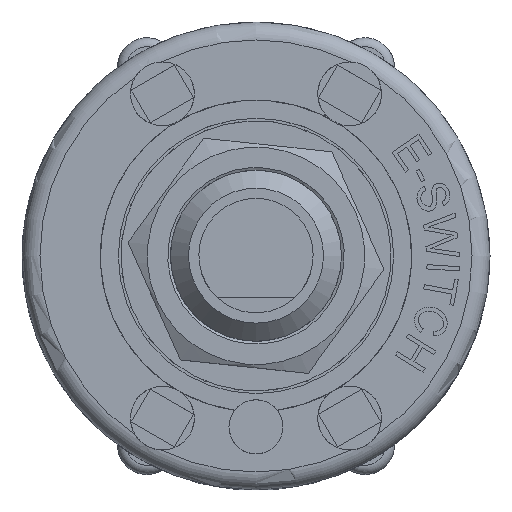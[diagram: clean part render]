
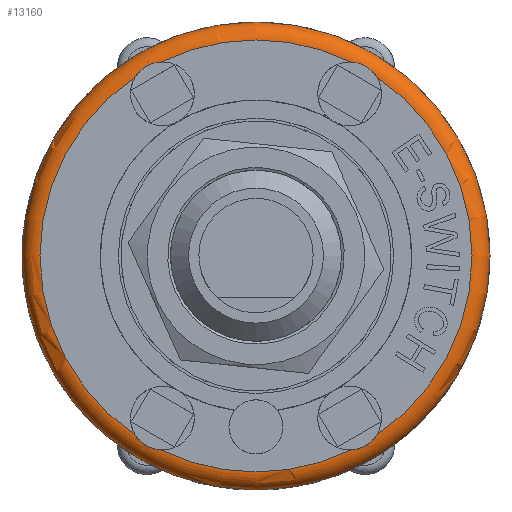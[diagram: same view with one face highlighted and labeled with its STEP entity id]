
A CAD part, top view. The second image highlights one B-rep face of the part: STEP entity #13160.
In plain terms, the highlighted toroidal (fillet/blend) face has major radius 12 mm and minor radius 1 mm.
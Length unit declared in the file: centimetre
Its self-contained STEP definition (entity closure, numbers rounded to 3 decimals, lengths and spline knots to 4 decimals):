
#26=TOROIDAL_SURFACE('',#13823,1.2,0.1);
#655=B_SPLINE_CURVE_WITH_KNOTS('',3,(#22719,#22720,#22721,#22722,#22723,
#22724,#22725,#22726,#22727,#22728,#22729,#22730),.UNSPECIFIED.,.F.,.F.,
(4,2,2,2,2,4),(-0.2692,-0.2446,-0.216,
-0.1921,-0.1645,-0.1357),.UNSPECIFIED.);
#656=B_SPLINE_CURVE_WITH_KNOTS('',3,(#22742,#22743,#22744,#22745,#22746,
#22747,#22748,#22749,#22750,#22751,#22752,#22753),.UNSPECIFIED.,.F.,.F.,
(4,2,2,2,2,4),(-0.2692,-0.2446,-0.216,
-0.1921,-0.1645,-0.1357),.UNSPECIFIED.);
#657=B_SPLINE_CURVE_WITH_KNOTS('',3,(#22770,#22771,#22772,#22773,#22774,
#22775,#22776,#22777,#22778,#22779,#22780,#22781),.UNSPECIFIED.,.F.,.F.,
(4,2,2,2,2,4),(-0.2692,-0.2446,-0.216,
-0.1921,-0.1645,-0.1357),.UNSPECIFIED.);
#658=B_SPLINE_CURVE_WITH_KNOTS('',3,(#22803,#22804,#22805,#22806,#22807,
#22808,#22809,#22810,#22811,#22812,#22813,#22814),.UNSPECIFIED.,.F.,.F.,
(4,2,2,2,2,4),(-0.2692,-0.2446,-0.216,
-0.1921,-0.1645,-0.1357),.UNSPECIFIED.);
#1795=FACE_OUTER_BOUND('',#2576,.T.);
#2576=EDGE_LOOP('',(#12135,#12136,#12137,#12138,#12139,#12140,#12141,#12142,
#12143,#12144,#12145,#12146));
#5495=CIRCLE('',#13776,1.3);
#5522=CIRCLE('',#13824,0.1);
#5523=CIRCLE('',#13825,1.2);
#5524=CIRCLE('',#13826,1.2);
#5525=CIRCLE('',#13827,1.2);
#5526=CIRCLE('',#13828,1.2);
#5527=CIRCLE('',#13829,1.2);
#6730=VERTEX_POINT('',#22681);
#6738=VERTEX_POINT('',#22717);
#6739=VERTEX_POINT('',#22718);
#6742=VERTEX_POINT('',#22740);
#6743=VERTEX_POINT('',#22741);
#6748=VERTEX_POINT('',#22768);
#6749=VERTEX_POINT('',#22769);
#6756=VERTEX_POINT('',#22801);
#6757=VERTEX_POINT('',#22802);
#6760=VERTEX_POINT('',#22824);
#8567=EDGE_CURVE('',#6730,#6730,#5495,.T.);
#8585=EDGE_CURVE('',#6738,#6739,#655,.T.);
#8591=EDGE_CURVE('',#6742,#6743,#656,.T.);
#8599=EDGE_CURVE('',#6748,#6749,#657,.T.);
#8609=EDGE_CURVE('',#6756,#6757,#658,.T.);
#8615=EDGE_CURVE('',#6730,#6760,#5522,.T.);
#8616=EDGE_CURVE('',#6760,#6748,#5523,.T.);
#8617=EDGE_CURVE('',#6749,#6742,#5524,.T.);
#8618=EDGE_CURVE('',#6743,#6738,#5525,.T.);
#8619=EDGE_CURVE('',#6739,#6756,#5526,.T.);
#8620=EDGE_CURVE('',#6757,#6760,#5527,.T.);
#12135=ORIENTED_EDGE('',*,*,#8567,.T.);
#12136=ORIENTED_EDGE('',*,*,#8615,.T.);
#12137=ORIENTED_EDGE('',*,*,#8616,.T.);
#12138=ORIENTED_EDGE('',*,*,#8599,.T.);
#12139=ORIENTED_EDGE('',*,*,#8617,.T.);
#12140=ORIENTED_EDGE('',*,*,#8591,.T.);
#12141=ORIENTED_EDGE('',*,*,#8618,.T.);
#12142=ORIENTED_EDGE('',*,*,#8585,.T.);
#12143=ORIENTED_EDGE('',*,*,#8619,.T.);
#12144=ORIENTED_EDGE('',*,*,#8609,.T.);
#12145=ORIENTED_EDGE('',*,*,#8620,.T.);
#12146=ORIENTED_EDGE('',*,*,#8615,.F.);
#13160=ADVANCED_FACE('',(#1795),#26,.T.);
#13776=AXIS2_PLACEMENT_3D('',#22682,#16351,#16352);
#13823=AXIS2_PLACEMENT_3D('',#22823,#16462,#16463);
#13824=AXIS2_PLACEMENT_3D('',#22825,#16464,#16465);
#13825=AXIS2_PLACEMENT_3D('',#22826,#16466,#16467);
#13826=AXIS2_PLACEMENT_3D('',#22827,#16468,#16469);
#13827=AXIS2_PLACEMENT_3D('',#22828,#16470,#16471);
#13828=AXIS2_PLACEMENT_3D('',#22829,#16472,#16473);
#13829=AXIS2_PLACEMENT_3D('',#22830,#16474,#16475);
#16351=DIRECTION('center_axis',(0.,0.,1.));
#16352=DIRECTION('ref_axis',(-1.,0.,0.));
#16462=DIRECTION('center_axis',(0.,0.,-1.));
#16463=DIRECTION('ref_axis',(-1.,0.,0.));
#16464=DIRECTION('center_axis',(0.,-1.,0.));
#16465=DIRECTION('ref_axis',(1.,0.,0.));
#16466=DIRECTION('center_axis',(0.,0.,-1.));
#16467=DIRECTION('ref_axis',(-1.,0.,0.));
#16468=DIRECTION('center_axis',(0.,0.,-1.));
#16469=DIRECTION('ref_axis',(-1.,0.,0.));
#16470=DIRECTION('center_axis',(0.,0.,-1.));
#16471=DIRECTION('ref_axis',(-1.,0.,0.));
#16472=DIRECTION('center_axis',(0.,0.,-1.));
#16473=DIRECTION('ref_axis',(-1.,0.,0.));
#16474=DIRECTION('center_axis',(0.,0.,-1.));
#16475=DIRECTION('ref_axis',(-1.,0.,0.));
#22681=CARTESIAN_POINT('',(1.3,0.,0.95));
#22682=CARTESIAN_POINT('Origin',(0.,0.,0.95));
#22717=CARTESIAN_POINT('',(-0.67,0.9955,1.05));
#22718=CARTESIAN_POINT('',(-0.5271,1.078,1.05));
#22719=CARTESIAN_POINT('Ctrl Pts',(-0.67,0.9955,
1.05));
#22720=CARTESIAN_POINT('Ctrl Pts',(-0.6646,1.0041,
1.05));
#22721=CARTESIAN_POINT('Ctrl Pts',(-0.6583,1.0124,
1.0498));
#22722=CARTESIAN_POINT('Ctrl Pts',(-0.6428,1.0294,
1.0491));
#22723=CARTESIAN_POINT('Ctrl Pts',(-0.6335,1.0377,
1.0488));
#22724=CARTESIAN_POINT('Ctrl Pts',(-0.615,1.051,1.0484));
#22725=CARTESIAN_POINT('Ctrl Pts',(-0.6061,1.0563,
1.0484));
#22726=CARTESIAN_POINT('Ctrl Pts',(-0.5859,1.0659,1.0487));
#22727=CARTESIAN_POINT('Ctrl Pts',(-0.5747,1.07,1.049));
#22728=CARTESIAN_POINT('Ctrl Pts',(-0.551,1.0759,1.0497));
#22729=CARTESIAN_POINT('Ctrl Pts',(-0.539,1.0775,
1.05));
#22730=CARTESIAN_POINT('Ctrl Pts',(-0.5271,1.078,
1.05));
#22740=CARTESIAN_POINT('',(-0.5271,-1.078,1.05));
#22741=CARTESIAN_POINT('',(-0.67,-0.9955,1.05));
#22742=CARTESIAN_POINT('Ctrl Pts',(-0.5271,-1.078,
1.05));
#22743=CARTESIAN_POINT('Ctrl Pts',(-0.5373,-1.0776,
1.05));
#22744=CARTESIAN_POINT('Ctrl Pts',(-0.5476,-1.0763,
1.0498));
#22745=CARTESIAN_POINT('Ctrl Pts',(-0.5701,-1.0714,1.0491));
#22746=CARTESIAN_POINT('Ctrl Pts',(-0.5819,-1.0675,
1.0488));
#22747=CARTESIAN_POINT('Ctrl Pts',(-0.6027,-1.0581,
1.0484));
#22748=CARTESIAN_POINT('Ctrl Pts',(-0.6117,-1.053,
1.0484));
#22749=CARTESIAN_POINT('Ctrl Pts',(-0.6301,-1.0404,
1.0487));
#22750=CARTESIAN_POINT('Ctrl Pts',(-0.6393,-1.0327,
1.049));
#22751=CARTESIAN_POINT('Ctrl Pts',(-0.6562,-1.0151,
1.0497));
#22752=CARTESIAN_POINT('Ctrl Pts',(-0.6637,-1.0055,
1.05));
#22753=CARTESIAN_POINT('Ctrl Pts',(-0.67,-0.9955,
1.05));
#22768=CARTESIAN_POINT('',(0.67,-0.9955,1.05));
#22769=CARTESIAN_POINT('',(0.5271,-1.078,1.05));
#22770=CARTESIAN_POINT('Ctrl Pts',(0.67,-0.9955,
1.05));
#22771=CARTESIAN_POINT('Ctrl Pts',(0.6646,-1.0041,
1.05));
#22772=CARTESIAN_POINT('Ctrl Pts',(0.6583,-1.0124,
1.0498));
#22773=CARTESIAN_POINT('Ctrl Pts',(0.6428,-1.0294,
1.0491));
#22774=CARTESIAN_POINT('Ctrl Pts',(0.6335,-1.0377,
1.0488));
#22775=CARTESIAN_POINT('Ctrl Pts',(0.615,-1.051,
1.0484));
#22776=CARTESIAN_POINT('Ctrl Pts',(0.6061,-1.0563,
1.0484));
#22777=CARTESIAN_POINT('Ctrl Pts',(0.5859,-1.0659,1.0487));
#22778=CARTESIAN_POINT('Ctrl Pts',(0.5747,-1.07,1.049));
#22779=CARTESIAN_POINT('Ctrl Pts',(0.551,-1.0759,
1.0497));
#22780=CARTESIAN_POINT('Ctrl Pts',(0.539,-1.0775,
1.05));
#22781=CARTESIAN_POINT('Ctrl Pts',(0.5271,-1.078,
1.05));
#22801=CARTESIAN_POINT('',(0.5271,1.078,1.05));
#22802=CARTESIAN_POINT('',(0.67,0.9955,1.05));
#22803=CARTESIAN_POINT('Ctrl Pts',(0.5271,1.078,1.05));
#22804=CARTESIAN_POINT('Ctrl Pts',(0.5373,1.0776,1.05));
#22805=CARTESIAN_POINT('Ctrl Pts',(0.5476,1.0763,1.0498));
#22806=CARTESIAN_POINT('Ctrl Pts',(0.5701,1.0714,1.0491));
#22807=CARTESIAN_POINT('Ctrl Pts',(0.5819,1.0675,1.0488));
#22808=CARTESIAN_POINT('Ctrl Pts',(0.6027,1.0581,1.0484));
#22809=CARTESIAN_POINT('Ctrl Pts',(0.6117,1.053,1.0484));
#22810=CARTESIAN_POINT('Ctrl Pts',(0.6301,1.0404,1.0487));
#22811=CARTESIAN_POINT('Ctrl Pts',(0.6393,1.0327,1.049));
#22812=CARTESIAN_POINT('Ctrl Pts',(0.6562,1.0151,1.0497));
#22813=CARTESIAN_POINT('Ctrl Pts',(0.6637,1.0055,1.05));
#22814=CARTESIAN_POINT('Ctrl Pts',(0.67,0.9955,
1.05));
#22823=CARTESIAN_POINT('Origin',(0.,0.,0.95));
#22824=CARTESIAN_POINT('',(1.2,0.,1.05));
#22825=CARTESIAN_POINT('Origin',(1.2,0.,0.95));
#22826=CARTESIAN_POINT('Origin',(0.,0.,1.05));
#22827=CARTESIAN_POINT('Origin',(0.,0.,1.05));
#22828=CARTESIAN_POINT('Origin',(0.,0.,1.05));
#22829=CARTESIAN_POINT('Origin',(0.,0.,1.05));
#22830=CARTESIAN_POINT('Origin',(0.,0.,1.05));
